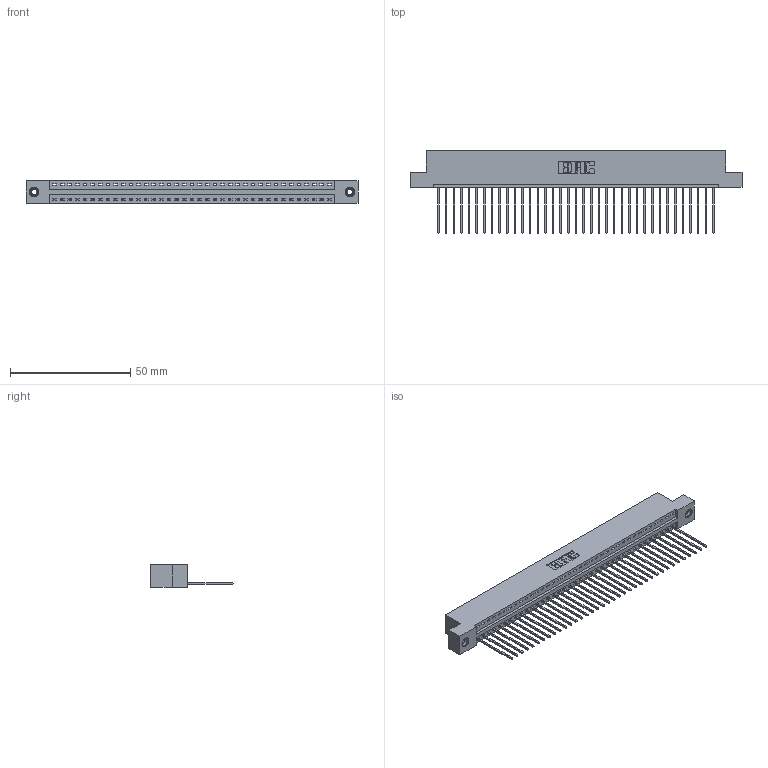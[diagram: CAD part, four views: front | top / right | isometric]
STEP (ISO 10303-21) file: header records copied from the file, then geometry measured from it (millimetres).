
FILE_DESCRIPTION (( 'STEP AP203' ), '1' );
FILE_NAME ('346-037-541-108.STEP', '2018-08-24T03:48:07', ( '' ), ( '' ), 'SwSTEP 2.0', 'SolidWorks 2016', '' );
FILE_SCHEMA (( 'CONFIG_CONTROL_DESIGN' ));
Length unit declared in the file: inch
Products named in the file (4): 346 Part_Flush Mounting Lugs - 0.156 Dia-TI; 345-292-001_345-293-141; 345-250-001_345-250-003-102; 346-037-541-108
Assembly tree (40 placements, depth 2):
  346-037-541-108
    346 Part_Flush Mounting Lugs - 0.156 Dia-TI
    345-292-001_345-293-141  x37
    345-250-001_345-250-003-102  x2
Bounding box: 138.05 x 34.29 x 9.4 mm (x, y, z)
Volume: 13295.5 mm3; surface area: 17314.8 mm2
Topology: 40 solids, 40 shells, 2328 faces, 6977 edges, 4594 vertices
Faces by surface type: plane 1588, cylinder 724, cone 12, torus 4
Entity records: 24840 total; most frequent: CARTESIAN_POINT 4242, ORIENTED_EDGE 4206, DIRECTION 3775, EDGE_CURVE 2103, LINE 1803, VECTOR 1803, VERTEX_POINT 1396, AXIS2_PLACEMENT_3D 986
